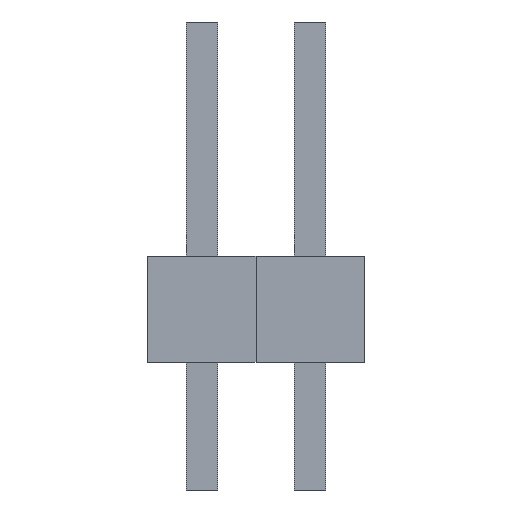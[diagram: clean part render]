
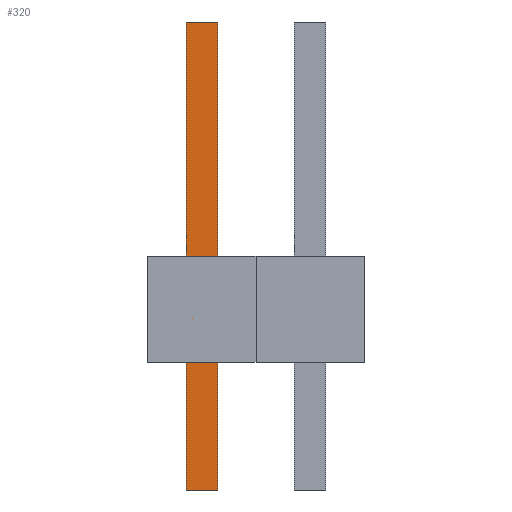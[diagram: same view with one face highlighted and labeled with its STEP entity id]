
A CAD part, front view. The second image highlights one B-rep face of the part: STEP entity #320.
In plain terms, the highlighted planar face has unit normal (0, -1, 0).
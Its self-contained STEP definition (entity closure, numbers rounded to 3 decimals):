
#13=DIRECTION('',(0.,0.,1.));
#14=DIRECTION('',(1.,0.,0.));
#161=VECTOR('',#13,1.);
#168=DIRECTION('',(0.,1.,0.));
#210=VECTOR('',#14,1.);
#274=EDGE_CURVE('',#275,#277,#279,.T.);
#275=VERTEX_POINT('',#276);
#276=CARTESIAN_POINT('',(-0.371,-0.371,-3.));
#277=VERTEX_POINT('',#278);
#278=CARTESIAN_POINT('',(-0.371,-0.371,8.));
#279=LINE('',#276,#161);
#298=ORIENTED_EDGE('',*,*,#299,.F.);
#299=EDGE_CURVE('',#300,#302,#304,.T.);
#300=VERTEX_POINT('',#301);
#301=CARTESIAN_POINT('',(0.371,-0.371,-3.));
#302=VERTEX_POINT('',#303);
#303=CARTESIAN_POINT('',(0.371,-0.371,8.));
#304=LINE('',#301,#161);
#320=ADVANCED_FACE('',(#321),#330,.F.);
#321=FACE_BOUND('',#322,.F.);
#322=EDGE_LOOP('',(#323,#326,#327,#298));
#323=ORIENTED_EDGE('',*,*,#324,.F.);
#324=EDGE_CURVE('',#275,#300,#325,.T.);
#325=LINE('',#276,#210);
#326=ORIENTED_EDGE('',*,*,#274,.T.);
#327=ORIENTED_EDGE('',*,*,#328,.T.);
#328=EDGE_CURVE('',#277,#302,#329,.T.);
#329=LINE('',#278,#210);
#330=PLANE('',#331);
#331=AXIS2_PLACEMENT_3D('',#276,#168,#13);
